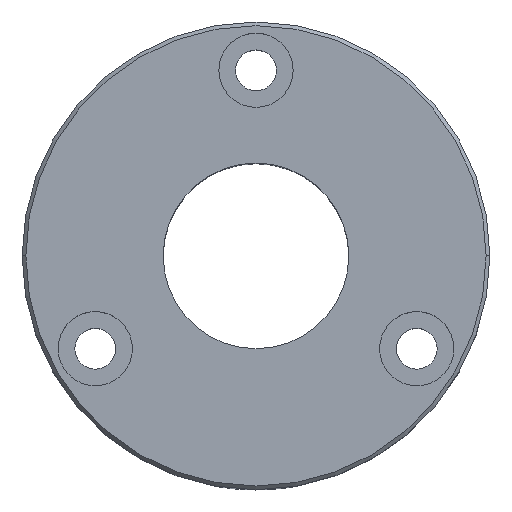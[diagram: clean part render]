
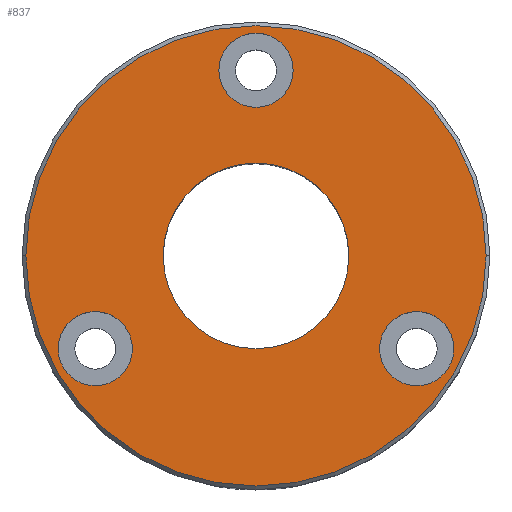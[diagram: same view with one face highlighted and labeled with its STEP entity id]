
A CAD part, top view. The second image highlights one B-rep face of the part: STEP entity #837.
In plain terms, the highlighted planar face has unit normal (0, 0, 1).
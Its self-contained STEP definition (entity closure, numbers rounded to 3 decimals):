
#1 = FACE_BOUND ( 'NONE', #235, .T. ) ;
#13 = EDGE_CURVE ( 'NONE', #912, #73, #142, .T. ) ;
#19 = CARTESIAN_POINT ( 'NONE',  ( 0., 25., 0. ) ) ;
#25 = DIRECTION ( 'NONE',  ( 1., 0., 0. ) ) ;
#39 = VERTEX_POINT ( 'NONE', #786 ) ;
#44 = CIRCLE ( 'NONE', #1052, 31. ) ;
#69 = FACE_BOUND ( 'NONE', #442, .T. ) ;
#73 = VERTEX_POINT ( 'NONE', #920 ) ;
#77 = DIRECTION ( 'NONE',  ( 0., 0., 1. ) ) ;
#78 = CARTESIAN_POINT ( 'NONE',  ( 0., 0., 0. ) ) ;
#82 = PLANE ( 'NONE',  #1006 ) ;
#119 = DIRECTION ( 'NONE',  ( 0., 0., 1. ) ) ;
#126 = CIRCLE ( 'NONE', #683, 5. ) ;
#140 = DIRECTION ( 'NONE',  ( 0., 0., 1. ) ) ;
#142 = CIRCLE ( 'NONE', #715, 5. ) ;
#151 = ORIENTED_EDGE ( 'NONE', *, *, #642, .F. ) ;
#168 = DIRECTION ( 'NONE',  ( 1., 0., 0. ) ) ;
#172 = CARTESIAN_POINT ( 'NONE',  ( 0., 25., 0. ) ) ;
#181 = EDGE_CURVE ( 'NONE', #545, #649, #1058, .T. ) ;
#205 = EDGE_CURVE ( 'NONE', #628, #1178, #801, .T. ) ;
#214 = DIRECTION ( 'NONE',  ( 0., 0., 1. ) ) ;
#235 = EDGE_LOOP ( 'NONE', ( #151, #954 ) ) ;
#238 = AXIS2_PLACEMENT_3D ( 'NONE', #1097, #589, #1092 ) ;
#252 = ORIENTED_EDGE ( 'NONE', *, *, #1170, .F. ) ;
#254 = CARTESIAN_POINT ( 'NONE',  ( -5., 25., 0. ) ) ;
#263 = CARTESIAN_POINT ( 'NONE',  ( 16.651, -12.5, 0. ) ) ;
#281 = DIRECTION ( 'NONE',  ( 0., 0., 1. ) ) ;
#294 = DIRECTION ( 'NONE',  ( 1., 0., 0. ) ) ;
#295 = EDGE_CURVE ( 'NONE', #1178, #628, #44, .T. ) ;
#350 = EDGE_CURVE ( 'NONE', #39, #931, #984, .T. ) ;
#355 = CARTESIAN_POINT ( 'NONE',  ( -26.651, -12.5, 0. ) ) ;
#362 = DIRECTION ( 'NONE',  ( 1., 0., 0. ) ) ;
#387 = ORIENTED_EDGE ( 'NONE', *, *, #181, .F. ) ;
#397 = DIRECTION ( 'NONE',  ( 0., 0., 1. ) ) ;
#428 = ORIENTED_EDGE ( 'NONE', *, *, #1077, .T. ) ;
#442 = EDGE_LOOP ( 'NONE', ( #252, #1218 ) ) ;
#448 = EDGE_LOOP ( 'NONE', ( #428, #743 ) ) ;
#449 = CARTESIAN_POINT ( 'NONE',  ( 26.651, -12.5, 0. ) ) ;
#469 = CARTESIAN_POINT ( 'NONE',  ( 0., 0., 0. ) ) ;
#545 = VERTEX_POINT ( 'NONE', #449 ) ;
#573 = EDGE_CURVE ( 'NONE', #649, #545, #1192, .T. ) ;
#577 = DIRECTION ( 'NONE',  ( 0., 0., -1. ) ) ;
#589 = DIRECTION ( 'NONE',  ( 0., 0., 1. ) ) ;
#591 = EDGE_CURVE ( 'NONE', #782, #1148, #1235, .T. ) ;
#611 = ORIENTED_EDGE ( 'NONE', *, *, #573, .F. ) ;
#616 = AXIS2_PLACEMENT_3D ( 'NONE', #978, #119, #778 ) ;
#621 = CARTESIAN_POINT ( 'NONE',  ( 0., 0., 0. ) ) ;
#628 = VERTEX_POINT ( 'NONE', #655 ) ;
#642 = EDGE_CURVE ( 'NONE', #1148, #782, #716, .T. ) ;
#649 = VERTEX_POINT ( 'NONE', #263 ) ;
#654 = CARTESIAN_POINT ( 'NONE',  ( -12.5, 0., 0. ) ) ;
#655 = CARTESIAN_POINT ( 'NONE',  ( 31., 0., 0. ) ) ;
#676 = DIRECTION ( 'NONE',  ( 1., 0., 0. ) ) ;
#683 = AXIS2_PLACEMENT_3D ( 'NONE', #172, #77, #1003 ) ;
#685 = ORIENTED_EDGE ( 'NONE', *, *, #205, .T. ) ;
#715 = AXIS2_PLACEMENT_3D ( 'NONE', #19, #214, #25 ) ;
#716 = CIRCLE ( 'NONE', #1027, 5. ) ;
#743 = ORIENTED_EDGE ( 'NONE', *, *, #350, .T. ) ;
#756 = EDGE_LOOP ( 'NONE', ( #929, #685 ) ) ;
#758 = FACE_BOUND ( 'NONE', #448, .T. ) ;
#759 = AXIS2_PLACEMENT_3D ( 'NONE', #78, #1254, #858 ) ;
#762 = CIRCLE ( 'NONE', #921, 12.5 ) ;
#778 = DIRECTION ( 'NONE',  ( 1., 0., 0. ) ) ;
#782 = VERTEX_POINT ( 'NONE', #355 ) ;
#786 = CARTESIAN_POINT ( 'NONE',  ( 12.5, 0., 0. ) ) ;
#801 = CIRCLE ( 'NONE', #943, 31. ) ;
#807 = CARTESIAN_POINT ( 'NONE',  ( -31., 0., 0. ) ) ;
#810 = DIRECTION ( 'NONE',  ( 1., 0., 0. ) ) ;
#836 = CARTESIAN_POINT ( 'NONE',  ( -21.651, -12.5, 0. ) ) ;
#837 = ADVANCED_FACE ( 'NONE', ( #1, #1037, #69, #758, #1250 ), #82, .T. ) ;
#856 = DIRECTION ( 'NONE',  ( 0., 0., 1. ) ) ;
#858 = DIRECTION ( 'NONE',  ( -1., 0., 0. ) ) ;
#878 = CARTESIAN_POINT ( 'NONE',  ( 0., 0., 0. ) ) ;
#912 = VERTEX_POINT ( 'NONE', #254 ) ;
#920 = CARTESIAN_POINT ( 'NONE',  ( 5., 25., 0. ) ) ;
#921 = AXIS2_PLACEMENT_3D ( 'NONE', #1088, #577, #1067 ) ;
#929 = ORIENTED_EDGE ( 'NONE', *, *, #295, .T. ) ;
#931 = VERTEX_POINT ( 'NONE', #654 ) ;
#943 = AXIS2_PLACEMENT_3D ( 'NONE', #878, #397, #676 ) ;
#954 = ORIENTED_EDGE ( 'NONE', *, *, #591, .F. ) ;
#978 = CARTESIAN_POINT ( 'NONE',  ( -21.651, -12.5, 0. ) ) ;
#984 = CIRCLE ( 'NONE', #759, 12.5 ) ;
#1003 = DIRECTION ( 'NONE',  ( 1., 0., 0. ) ) ;
#1006 = AXIS2_PLACEMENT_3D ( 'NONE', #469, #1059, #168 ) ;
#1008 = EDGE_LOOP ( 'NONE', ( #387, #611 ) ) ;
#1027 = AXIS2_PLACEMENT_3D ( 'NONE', #836, #856, #362 ) ;
#1037 = FACE_BOUND ( 'NONE', #1008, .T. ) ;
#1052 = AXIS2_PLACEMENT_3D ( 'NONE', #621, #140, #810 ) ;
#1058 = CIRCLE ( 'NONE', #1214, 5. ) ;
#1059 = DIRECTION ( 'NONE',  ( 0., 0., 1. ) ) ;
#1067 = DIRECTION ( 'NONE',  ( -1., 0., 0. ) ) ;
#1077 = EDGE_CURVE ( 'NONE', #931, #39, #762, .T. ) ;
#1088 = CARTESIAN_POINT ( 'NONE',  ( 0., 0., 0. ) ) ;
#1092 = DIRECTION ( 'NONE',  ( 1., 0., 0. ) ) ;
#1097 = CARTESIAN_POINT ( 'NONE',  ( 21.651, -12.5, 0. ) ) ;
#1134 = CARTESIAN_POINT ( 'NONE',  ( -16.651, -12.5, 0. ) ) ;
#1148 = VERTEX_POINT ( 'NONE', #1134 ) ;
#1164 = CARTESIAN_POINT ( 'NONE',  ( 21.651, -12.5, 0. ) ) ;
#1170 = EDGE_CURVE ( 'NONE', #73, #912, #126, .T. ) ;
#1178 = VERTEX_POINT ( 'NONE', #807 ) ;
#1192 = CIRCLE ( 'NONE', #238, 5. ) ;
#1214 = AXIS2_PLACEMENT_3D ( 'NONE', #1164, #281, #294 ) ;
#1218 = ORIENTED_EDGE ( 'NONE', *, *, #13, .F. ) ;
#1235 = CIRCLE ( 'NONE', #616, 5. ) ;
#1250 = FACE_OUTER_BOUND ( 'NONE', #756, .T. ) ;
#1254 = DIRECTION ( 'NONE',  ( 0., 0., -1. ) ) ;
